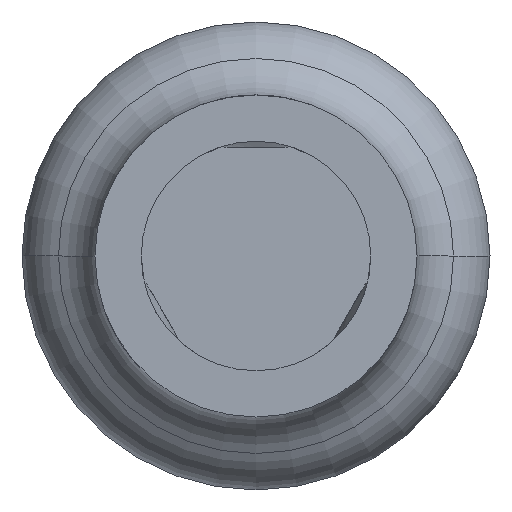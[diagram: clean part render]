
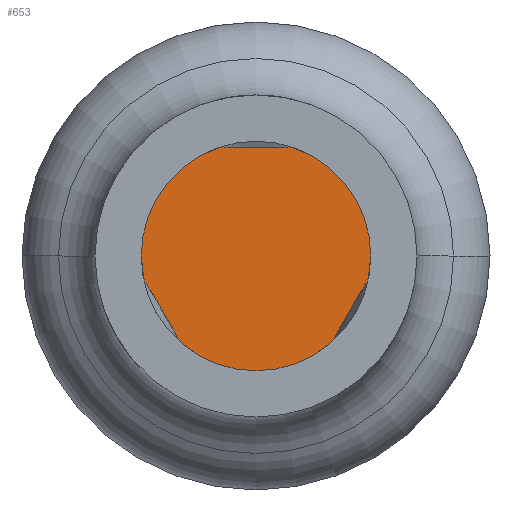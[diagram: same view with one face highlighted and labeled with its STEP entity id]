
A CAD part, front view. The second image highlights one B-rep face of the part: STEP entity #653.
In plain terms, the highlighted planar face has unit normal (0, -1, 0).
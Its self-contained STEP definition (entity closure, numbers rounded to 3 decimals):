
#368 = CIRCLE ( 'NONE', #2351, 0.513 ) ;
#548 = DIRECTION ( 'NONE',  ( -1., 0., 0. ) ) ;
#653 = ADVANCED_FACE ( 'Defeature ausgef�hrt1_42', ( #1520 ), #994, .F. ) ;
#941 = CARTESIAN_POINT ( 'NONE',  ( -0.513, -24.7, 0. ) ) ;
#994 = PLANE ( 'NONE',  #1857 ) ;
#1258 = VERTEX_POINT ( 'NONE', #941 ) ;
#1520 = FACE_OUTER_BOUND ( 'NONE', #2456, .T. ) ;
#1774 = CIRCLE ( 'NONE', #2078, 0.513 ) ;
#1857 = AXIS2_PLACEMENT_3D ( 'NONE', #2449, #1957, #548 ) ;
#1950 = CARTESIAN_POINT ( 'NONE',  ( 0., -24.7, 0. ) ) ;
#1957 = DIRECTION ( 'NONE',  ( 0., 1., 0. ) ) ;
#2022 = EDGE_CURVE ( 'Defeature ausgef�hrt1_0+Defeature ausgef�hrt1_42+Defeature ausgef�hrt1_42+Defeature ausgef�hrt1_42', #5933, #1258, #368, .T. ) ;
#2078 = AXIS2_PLACEMENT_3D ( 'NONE', #5099, #4572, #3630 ) ;
#2351 = AXIS2_PLACEMENT_3D ( 'NONE', #1950, #4415, #4354 ) ;
#2449 = CARTESIAN_POINT ( 'NONE',  ( 0., -24.7, 0. ) ) ;
#2456 = EDGE_LOOP ( 'NONE', ( #4781, #3054 ) ) ;
#2515 = CARTESIAN_POINT ( 'NONE',  ( 0.513, -24.7, 0. ) ) ;
#3054 = ORIENTED_EDGE ( 'NONE', *, *, #2022, .F. ) ;
#3630 = DIRECTION ( 'NONE',  ( 1., 0., 0. ) ) ;
#4354 = DIRECTION ( 'NONE',  ( 1., 0., 0. ) ) ;
#4415 = DIRECTION ( 'NONE',  ( 0., 1., 0. ) ) ;
#4572 = DIRECTION ( 'NONE',  ( 0., 1., 0. ) ) ;
#4781 = ORIENTED_EDGE ( 'NONE', *, *, #6107, .F. ) ;
#5099 = CARTESIAN_POINT ( 'NONE',  ( 0., -24.7, 0. ) ) ;
#5933 = VERTEX_POINT ( 'NONE', #2515 ) ;
#6107 = EDGE_CURVE ( 'Defeature ausgef�hrt1_0+Defeature ausgef�hrt1_42+Defeature ausgef�hrt1_42+Defeature ausgef�hrt1_42', #1258, #5933, #1774, .T. ) ;
